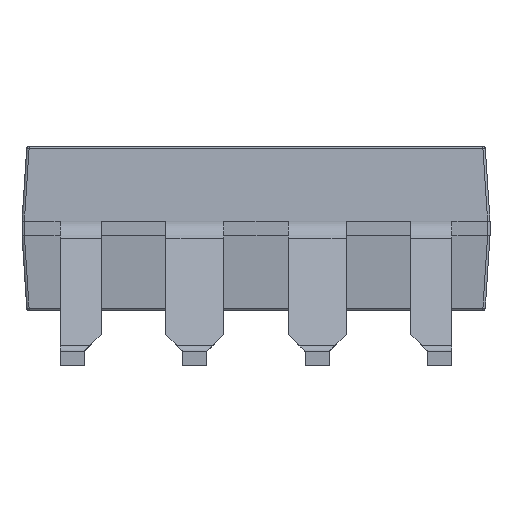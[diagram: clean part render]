
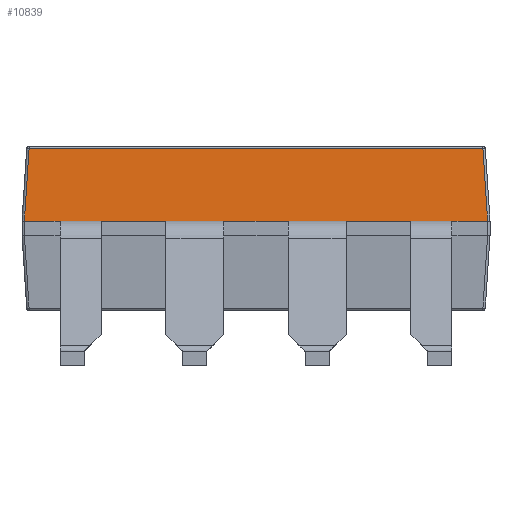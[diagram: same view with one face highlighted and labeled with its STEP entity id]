
A CAD part, left-side view. The second image highlights one B-rep face of the part: STEP entity #10839.
In plain terms, the highlighted planar face has unit normal (-0.998, 0, 0.064).
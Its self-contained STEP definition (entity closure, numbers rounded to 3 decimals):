
#162 = CARTESIAN_POINT ( 'NONE',  ( -3.2, 0.67, 1.9 ) ) ;
#256 = DIRECTION ( 'NONE',  ( 0., 1., 0. ) ) ;
#521 = ORIENTED_EDGE ( 'NONE', *, *, #9916, .F. ) ;
#685 = CARTESIAN_POINT ( 'NONE',  ( -3.2, 4.85, 1.9 ) ) ;
#1120 = CARTESIAN_POINT ( 'NONE',  ( -3.2, 4.06, 1.9 ) ) ;
#1766 = ORIENTED_EDGE ( 'NONE', *, *, #24162, .F. ) ;
#1805 = CARTESIAN_POINT ( 'NONE',  ( -3.2, -4.8, 1.9 ) ) ;
#1900 = EDGE_CURVE ( 'NONE', #4438, #12408, #21638, .T. ) ;
#2171 = DIRECTION ( 'NONE',  ( 0., 1., 0. ) ) ;
#2339 = CARTESIAN_POINT ( 'NONE',  ( -3.2, 4.85, 1.9 ) ) ;
#2384 = ORIENTED_EDGE ( 'NONE', *, *, #6449, .F. ) ;
#2600 = VERTEX_POINT ( 'NONE', #25045 ) ;
#2658 = CARTESIAN_POINT ( 'NONE',  ( -3.2, 4.85, 1.9 ) ) ;
#2975 = VERTEX_POINT ( 'NONE', #4433 ) ;
#3001 = CARTESIAN_POINT ( 'NONE',  ( -3.2, 4.85, 1.9 ) ) ;
#3130 = DIRECTION ( 'NONE',  ( 0., 1., 0. ) ) ;
#3188 = LINE ( 'NONE', #11703, #21490 ) ;
#3395 = EDGE_CURVE ( 'NONE', #2975, #12473, #21237, .T. ) ;
#3534 = VERTEX_POINT ( 'NONE', #1805 ) ;
#3652 = CARTESIAN_POINT ( 'NONE',  ( -3.2, 4.85, 1.9 ) ) ;
#3760 = CARTESIAN_POINT ( 'NONE',  ( -3.103, 4.703, 3.403 ) ) ;
#3803 = LINE ( 'NONE', #3652, #20394 ) ;
#3980 = ORIENTED_EDGE ( 'NONE', *, *, #25208, .F. ) ;
#4122 = VERTEX_POINT ( 'NONE', #14476 ) ;
#4338 = DIRECTION ( 'NONE',  ( 0., 1., 0. ) ) ;
#4433 = CARTESIAN_POINT ( 'NONE',  ( -3.103, -4.703, 3.403 ) ) ;
#4438 = VERTEX_POINT ( 'NONE', #20896 ) ;
#4471 = CARTESIAN_POINT ( 'NONE',  ( -3.2, 4.8, 1.9 ) ) ;
#5239 = LINE ( 'NONE', #3001, #22555 ) ;
#5725 = CARTESIAN_POINT ( 'NONE',  ( -3.2, 4.85, 1.9 ) ) ;
#6130 = PLANE ( 'NONE',  #7344 ) ;
#6258 = VERTEX_POINT ( 'NONE', #10853 ) ;
#6449 = EDGE_CURVE ( 'NONE', #9494, #10344, #3188, .T. ) ;
#6478 = CARTESIAN_POINT ( 'NONE',  ( -3.2, 4.85, 1.9 ) ) ;
#6818 = DIRECTION ( 'NONE',  ( -0.998, 0., 0.064 ) ) ;
#7087 = ORIENTED_EDGE ( 'NONE', *, *, #22127, .F. ) ;
#7270 = VECTOR ( 'NONE', #16551, 1000. ) ;
#7344 = AXIS2_PLACEMENT_3D ( 'NONE', #16664, #6818, #2171 ) ;
#7895 = VECTOR ( 'NONE', #15315, 1000. ) ;
#8022 = EDGE_LOOP ( 'NONE', ( #22264, #25339, #12893, #16699, #22341, #7087, #15127, #2384, #3980, #521, #26471, #1766, #14210, #20381 ) ) ;
#9127 = LINE ( 'NONE', #2339, #7895 ) ;
#9494 = VERTEX_POINT ( 'NONE', #19200 ) ;
#9916 = EDGE_CURVE ( 'NONE', #20305, #6258, #9127, .T. ) ;
#10344 = VERTEX_POINT ( 'NONE', #162 ) ;
#10458 = VECTOR ( 'NONE', #24369, 1000. ) ;
#10645 = VERTEX_POINT ( 'NONE', #4471 ) ;
#10734 = CARTESIAN_POINT ( 'NONE',  ( -3.103, 0., 3.403 ) ) ;
#10839 = ADVANCED_FACE ( 'NONE', ( #16941 ), #6130, .T. ) ;
#10853 = CARTESIAN_POINT ( 'NONE',  ( -3.2, -1.87, 1.9 ) ) ;
#11569 = CARTESIAN_POINT ( 'NONE',  ( -3.081, -4.681, 3.751 ) ) ;
#11703 = CARTESIAN_POINT ( 'NONE',  ( -3.2, 4.85, 1.9 ) ) ;
#11825 = CARTESIAN_POINT ( 'NONE',  ( -3.081, 4.681, 3.751 ) ) ;
#12066 = EDGE_CURVE ( 'NONE', #2600, #20305, #3803, .T. ) ;
#12408 = VERTEX_POINT ( 'NONE', #1120 ) ;
#12473 = VERTEX_POINT ( 'NONE', #3760 ) ;
#12701 = EDGE_CURVE ( 'NONE', #12473, #4122, #22189, .T. ) ;
#12816 = VECTOR ( 'NONE', #4338, 1000. ) ;
#12893 = ORIENTED_EDGE ( 'NONE', *, *, #15819, .F. ) ;
#13226 = VECTOR ( 'NONE', #20210, 1000. ) ;
#13262 = LINE ( 'NONE', #11569, #26423 ) ;
#13475 = LINE ( 'NONE', #22132, #10458 ) ;
#13497 = VECTOR ( 'NONE', #21515, 1000. ) ;
#13507 = LINE ( 'NONE', #13634, #13226 ) ;
#13634 = CARTESIAN_POINT ( 'NONE',  ( -3.2, 4.85, 1.9 ) ) ;
#14210 = ORIENTED_EDGE ( 'NONE', *, *, #25641, .F. ) ;
#14469 = LINE ( 'NONE', #21042, #25405 ) ;
#14476 = CARTESIAN_POINT ( 'NONE',  ( -3.2, 4.8, 1.9 ) ) ;
#15085 = LINE ( 'NONE', #6478, #12816 ) ;
#15127 = ORIENTED_EDGE ( 'NONE', *, *, #25498, .F. ) ;
#15315 = DIRECTION ( 'NONE',  ( 0., 1., 0. ) ) ;
#15729 = DIRECTION ( 'NONE',  ( -0.064, 0.064, -0.996 ) ) ;
#15819 = EDGE_CURVE ( 'NONE', #10645, #4122, #15085, .T. ) ;
#16278 = LINE ( 'NONE', #5725, #7270 ) ;
#16551 = DIRECTION ( 'NONE',  ( 0., 1., 0. ) ) ;
#16554 = VERTEX_POINT ( 'NONE', #23831 ) ;
#16664 = CARTESIAN_POINT ( 'NONE',  ( -3.1, 0., 3.45 ) ) ;
#16699 = ORIENTED_EDGE ( 'NONE', *, *, #25544, .F. ) ;
#16941 = FACE_OUTER_BOUND ( 'NONE', #8022, .T. ) ;
#17736 = VECTOR ( 'NONE', #15729, 1000. ) ;
#18174 = VECTOR ( 'NONE', #256, 1000. ) ;
#19157 = VERTEX_POINT ( 'NONE', #23603 ) ;
#19200 = CARTESIAN_POINT ( 'NONE',  ( -3.2, -0.67, 1.9 ) ) ;
#20210 = DIRECTION ( 'NONE',  ( 0., 1., 0. ) ) ;
#20305 = VERTEX_POINT ( 'NONE', #21883 ) ;
#20366 = DIRECTION ( 'NONE',  ( 0.064, 0.064, 0.996 ) ) ;
#20381 = ORIENTED_EDGE ( 'NONE', *, *, #23971, .T. ) ;
#20394 = VECTOR ( 'NONE', #21103, 1000. ) ;
#20896 = CARTESIAN_POINT ( 'NONE',  ( -3.2, 3.21, 1.9 ) ) ;
#21042 = CARTESIAN_POINT ( 'NONE',  ( -3.2, 4.85, 1.9 ) ) ;
#21103 = DIRECTION ( 'NONE',  ( 0., 1., 0. ) ) ;
#21237 = LINE ( 'NONE', #10734, #13497 ) ;
#21490 = VECTOR ( 'NONE', #24712, 1000. ) ;
#21515 = DIRECTION ( 'NONE',  ( 0., 1., 0. ) ) ;
#21638 = LINE ( 'NONE', #685, #18174 ) ;
#21883 = CARTESIAN_POINT ( 'NONE',  ( -3.2, -3.21, 1.9 ) ) ;
#21934 = LINE ( 'NONE', #2658, #22622 ) ;
#22127 = EDGE_CURVE ( 'NONE', #19157, #4438, #14469, .T. ) ;
#22132 = CARTESIAN_POINT ( 'NONE',  ( -3.2, 4.85, 1.9 ) ) ;
#22189 = LINE ( 'NONE', #11825, #17736 ) ;
#22264 = ORIENTED_EDGE ( 'NONE', *, *, #3395, .T. ) ;
#22341 = ORIENTED_EDGE ( 'NONE', *, *, #1900, .F. ) ;
#22555 = VECTOR ( 'NONE', #3130, 1000. ) ;
#22622 = VECTOR ( 'NONE', #27632, 1000. ) ;
#23603 = CARTESIAN_POINT ( 'NONE',  ( -3.2, 1.87, 1.9 ) ) ;
#23831 = CARTESIAN_POINT ( 'NONE',  ( -3.2, -4.8, 1.9 ) ) ;
#23971 = EDGE_CURVE ( 'NONE', #3534, #2975, #13262, .T. ) ;
#24162 = EDGE_CURVE ( 'NONE', #16554, #2600, #16278, .T. ) ;
#24369 = DIRECTION ( 'NONE',  ( 0., 1., 0. ) ) ;
#24712 = DIRECTION ( 'NONE',  ( 0., 1., 0. ) ) ;
#25045 = CARTESIAN_POINT ( 'NONE',  ( -3.2, -4.06, 1.9 ) ) ;
#25208 = EDGE_CURVE ( 'NONE', #6258, #9494, #13507, .T. ) ;
#25339 = ORIENTED_EDGE ( 'NONE', *, *, #12701, .T. ) ;
#25405 = VECTOR ( 'NONE', #27539, 1000. ) ;
#25498 = EDGE_CURVE ( 'NONE', #10344, #19157, #5239, .T. ) ;
#25544 = EDGE_CURVE ( 'NONE', #12408, #10645, #13475, .T. ) ;
#25641 = EDGE_CURVE ( 'NONE', #3534, #16554, #21934, .T. ) ;
#26423 = VECTOR ( 'NONE', #20366, 1000. ) ;
#26471 = ORIENTED_EDGE ( 'NONE', *, *, #12066, .F. ) ;
#27539 = DIRECTION ( 'NONE',  ( 0., 1., 0. ) ) ;
#27632 = DIRECTION ( 'NONE',  ( 0., 1., 0. ) ) ;
